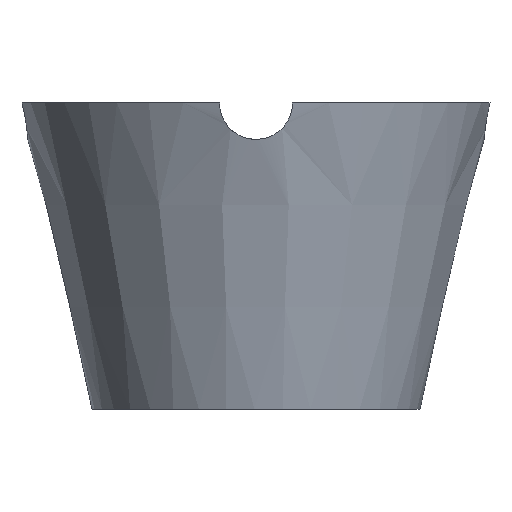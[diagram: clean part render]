
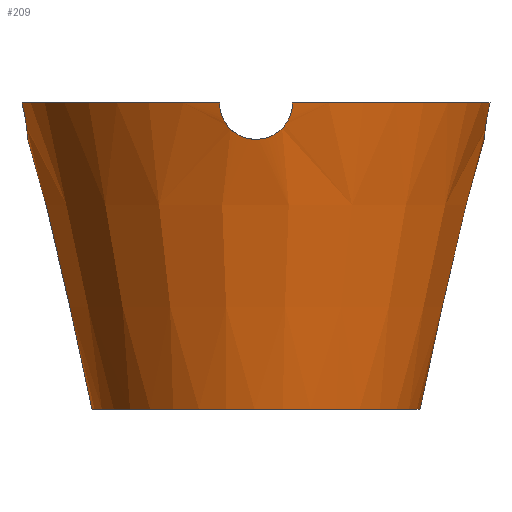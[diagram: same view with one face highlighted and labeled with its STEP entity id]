
A CAD part, front view. The second image highlights one B-rep face of the part: STEP entity #209.
In plain terms, the highlighted conical face has half-angle 13.392 degrees and reference radius 32.5 mm.
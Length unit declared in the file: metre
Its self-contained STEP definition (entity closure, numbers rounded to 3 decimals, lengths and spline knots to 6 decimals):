
#21=B_SPLINE_CURVE_WITH_KNOTS('',3,(#394,#395,#396,#397,#398,#399,#400,
#401),.UNSPECIFIED.,.F.,.F.,(4,1,1,1,1,4),(0.,0.001969,
0.003938,0.007876,0.011814,0.015751),
 .UNSPECIFIED.);
#22=B_SPLINE_CURVE_WITH_KNOTS('',3,(#402,#403,#404,#405,#406,#407,#408,
#409),.UNSPECIFIED.,.F.,.F.,(4,1,1,1,1,4),(0.,0.001969,
0.003938,0.007876,0.011814,0.015751),
 .UNSPECIFIED.);
#23=B_SPLINE_CURVE_WITH_KNOTS('',3,(#410,#411,#412,#413,#414,#415,#416,
#417),.UNSPECIFIED.,.F.,.F.,(4,1,1,1,1,4),(0.,0.001969,
0.003938,0.007876,0.011814,0.015751),
 .UNSPECIFIED.);
#24=B_SPLINE_CURVE_WITH_KNOTS('',3,(#418,#419,#420,#421,#422,#423,#424,
#425),.UNSPECIFIED.,.F.,.F.,(4,1,1,1,1,4),(0.,0.001969,
0.003938,0.007876,0.011814,0.015751),
 .UNSPECIFIED.);
#26=CONICAL_SURFACE('',#247,0.0325,0.234);
#74=ORIENTED_EDGE('',*,*,#122,.F.);
#75=ORIENTED_EDGE('',*,*,#101,.T.);
#76=ORIENTED_EDGE('',*,*,#123,.T.);
#77=ORIENTED_EDGE('',*,*,#107,.T.);
#78=ORIENTED_EDGE('',*,*,#124,.T.);
#79=ORIENTED_EDGE('',*,*,#113,.T.);
#80=ORIENTED_EDGE('',*,*,#125,.T.);
#81=ORIENTED_EDGE('',*,*,#103,.T.);
#82=ORIENTED_EDGE('',*,*,#126,.T.);
#101=EDGE_CURVE('',#130,#129,#148,.T.);
#103=EDGE_CURVE('',#131,#132,#149,.T.);
#107=EDGE_CURVE('',#135,#136,#151,.T.);
#113=EDGE_CURVE('',#142,#141,#154,.T.);
#122=EDGE_CURVE('',#146,#146,#158,.T.);
#123=EDGE_CURVE('',#129,#135,#21,.T.);
#124=EDGE_CURVE('',#136,#142,#22,.T.);
#125=EDGE_CURVE('',#141,#131,#23,.T.);
#126=EDGE_CURVE('',#132,#130,#24,.T.);
#129=VERTEX_POINT('',#318);
#130=VERTEX_POINT('',#320);
#131=VERTEX_POINT('',#324);
#132=VERTEX_POINT('',#325);
#135=VERTEX_POINT('',#333);
#136=VERTEX_POINT('',#334);
#141=VERTEX_POINT('',#345);
#142=VERTEX_POINT('',#347);
#146=VERTEX_POINT('',#392);
#148=CIRCLE('',#229,0.0325);
#149=CIRCLE('',#231,0.0325);
#151=CIRCLE('',#234,0.0325);
#154=CIRCLE('',#238,0.0325);
#158=CIRCLE('',#246,0.0225);
#171=EDGE_LOOP('',(#74));
#172=EDGE_LOOP('',(#75,#76,#77,#78,#79,#80,#81,#82));
#189=FACE_BOUND('',#171,.T.);
#190=FACE_BOUND('',#172,.T.);
#209=ADVANCED_FACE('',(#189,#190),#26,.T.);
#229=AXIS2_PLACEMENT_3D('',#319,#259,#260);
#231=AXIS2_PLACEMENT_3D('',#323,#264,#265);
#234=AXIS2_PLACEMENT_3D('',#332,#272,#273);
#238=AXIS2_PLACEMENT_3D('',#346,#283,#284);
#246=AXIS2_PLACEMENT_3D('',#391,#300,#301);
#247=AXIS2_PLACEMENT_3D('',#393,#302,#303);
#259=DIRECTION('',(0.,0.,-1.));
#260=DIRECTION('',(-1.,0.,0.));
#264=DIRECTION('',(0.,0.,-1.));
#265=DIRECTION('',(-1.,0.,0.));
#272=DIRECTION('',(0.,0.,-1.));
#273=DIRECTION('',(-1.,0.,0.));
#283=DIRECTION('',(0.,0.,-1.));
#284=DIRECTION('',(-1.,0.,0.));
#300=DIRECTION('',(0.,0.,-1.));
#301=DIRECTION('',(-1.,0.,0.));
#302=DIRECTION('',(0.,0.,1.));
#303=DIRECTION('',(1.,0.,0.));
#318=CARTESIAN_POINT('',(0.032113,0.005,0.042));
#319=CARTESIAN_POINT('',(0.,0.,0.042));
#320=CARTESIAN_POINT('',(0.005,0.032113,0.042));
#323=CARTESIAN_POINT('',(0.,0.,0.042));
#324=CARTESIAN_POINT('',(-0.032113,0.005,0.042));
#325=CARTESIAN_POINT('',(-0.005,0.032113,0.042));
#332=CARTESIAN_POINT('',(0.,0.,0.042));
#333=CARTESIAN_POINT('',(0.032113,-0.005,0.042));
#334=CARTESIAN_POINT('',(0.005,-0.032113,0.042));
#345=CARTESIAN_POINT('',(-0.032113,-0.005,0.042));
#346=CARTESIAN_POINT('',(0.,0.,0.042));
#347=CARTESIAN_POINT('',(-0.005,-0.032113,0.042));
#391=CARTESIAN_POINT('',(0.,0.,0.));
#392=CARTESIAN_POINT('',(-0.0225,0.,0.));
#393=CARTESIAN_POINT('',(0.,0.,0.042));
#394=CARTESIAN_POINT('',(0.032113,0.005,0.042));
#395=CARTESIAN_POINT('',(0.031957,0.005,0.041353));
#396=CARTESIAN_POINT('',(0.031688,0.004749,0.040068));
#397=CARTESIAN_POINT('',(0.031358,0.003285,0.03783));
#398=CARTESIAN_POINT('',(0.031278,0.000008,0.036446));
#399=CARTESIAN_POINT('',(0.031369,-0.003948,0.038108));
#400=CARTESIAN_POINT('',(0.031801,-0.005,0.040706));
#401=CARTESIAN_POINT('',(0.032113,-0.005,0.042));
#402=CARTESIAN_POINT('',(0.005,-0.032113,0.042));
#403=CARTESIAN_POINT('',(0.005,-0.031957,0.041353));
#404=CARTESIAN_POINT('',(0.004749,-0.031688,0.040068));
#405=CARTESIAN_POINT('',(0.003285,-0.031358,0.03783));
#406=CARTESIAN_POINT('',(0.000008,-0.031278,0.036446));
#407=CARTESIAN_POINT('',(-0.003948,-0.031369,0.038108));
#408=CARTESIAN_POINT('',(-0.005,-0.031801,0.040706));
#409=CARTESIAN_POINT('',(-0.005,-0.032113,0.042));
#410=CARTESIAN_POINT('',(-0.032113,-0.005,0.042));
#411=CARTESIAN_POINT('',(-0.031957,-0.005,0.041353));
#412=CARTESIAN_POINT('',(-0.031688,-0.004749,0.040068));
#413=CARTESIAN_POINT('',(-0.031358,-0.003285,0.03783));
#414=CARTESIAN_POINT('',(-0.031278,-0.000008,0.036446));
#415=CARTESIAN_POINT('',(-0.031369,0.003948,0.038108));
#416=CARTESIAN_POINT('',(-0.031801,0.005,0.040706));
#417=CARTESIAN_POINT('',(-0.032113,0.005,0.042));
#418=CARTESIAN_POINT('',(-0.005,0.032113,0.042));
#419=CARTESIAN_POINT('',(-0.005,0.031957,0.041353));
#420=CARTESIAN_POINT('',(-0.004749,0.031688,0.040068));
#421=CARTESIAN_POINT('',(-0.003285,0.031358,0.03783));
#422=CARTESIAN_POINT('',(-0.000008,0.031278,0.036446));
#423=CARTESIAN_POINT('',(0.003948,0.031369,0.038108));
#424=CARTESIAN_POINT('',(0.005,0.031801,0.040706));
#425=CARTESIAN_POINT('',(0.005,0.032113,0.042));
